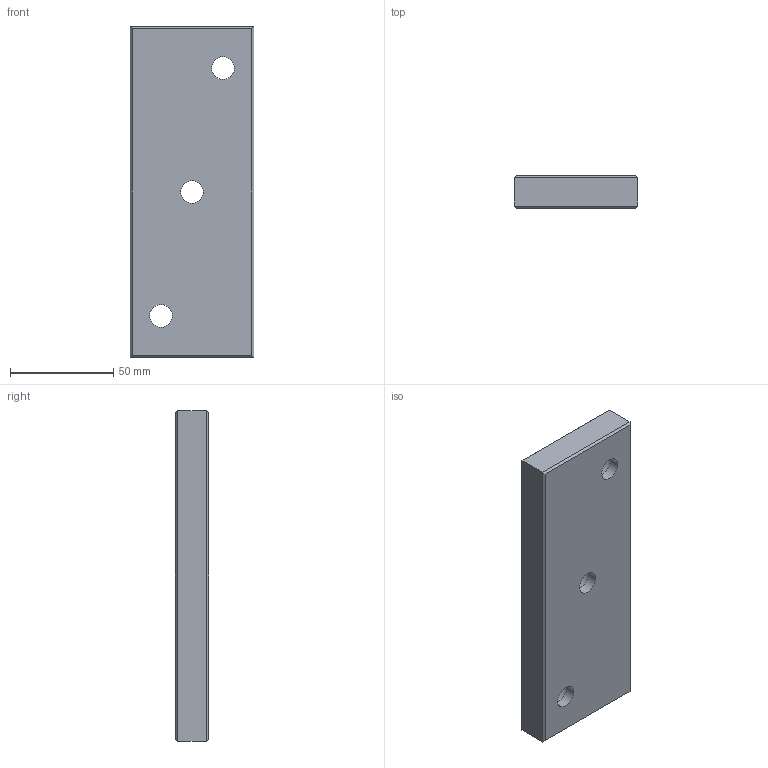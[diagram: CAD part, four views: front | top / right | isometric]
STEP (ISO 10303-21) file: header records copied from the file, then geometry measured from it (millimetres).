
FILE_DESCRIPTION( ( 'STEP AP203' ), ' ' );
FILE_NAME( '2962.78.060.16.0160.stp', '2016-03-11T13:12:44', ( '' ), ( '' ), ' ', 'PARTsolutions', ' ' );
FILE_SCHEMA( ( 'CONFIG_CONTROL_DESIGN' ) );
Length unit declared in the file: millimetre
Products named in the file (1): _2962.78.060.16.0160
Bounding box: 60 x 16 x 160 mm (x, y, z)
Volume: 143186.8 mm3; surface area: 27395.2 mm2
Topology: 1 solids, 1 shells, 26 faces, 52 edges, 31 vertices
Faces by surface type: plane 17, cylinder 6, torus 3
Full cylindrical faces by diameter (mm): 11 x3, 18 x3
Entity records: 674 total; most frequent: DIRECTION 112, CARTESIAN_POINT 101, ORIENTED_EDGE 86, EDGE_LOOP 44, EDGE_CURVE 43, AXIS2_PLACEMENT_3D 42, FACE_OUTER_BOUND 35, VERTEX_POINT 31
